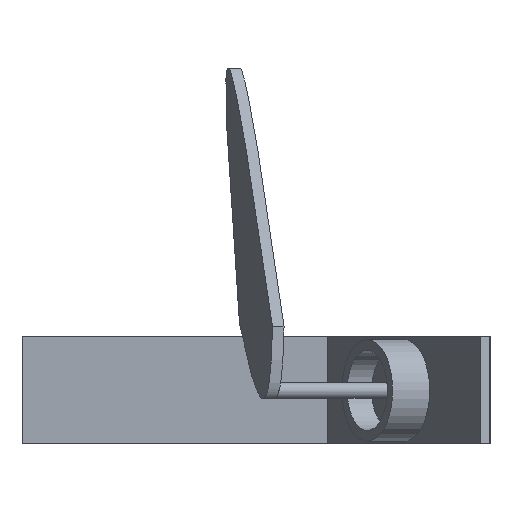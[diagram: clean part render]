
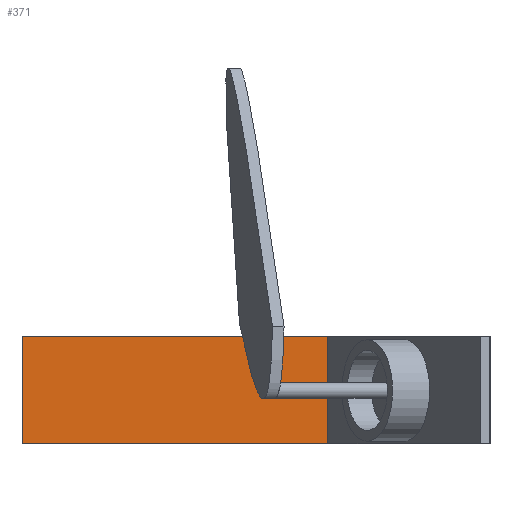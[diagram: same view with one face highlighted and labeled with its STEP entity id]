
A CAD part, left-side view. The second image highlights one B-rep face of the part: STEP entity #371.
In plain terms, the highlighted planar face has unit normal (-1, 0, 0).
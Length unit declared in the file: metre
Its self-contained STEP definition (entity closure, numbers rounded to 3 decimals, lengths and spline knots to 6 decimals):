
#41=LINE('',#585,#70);
#42=LINE('',#588,#71);
#43=LINE('',#590,#72);
#44=LINE('',#592,#73);
#70=VECTOR('',#481,1.);
#71=VECTOR('',#482,1.);
#72=VECTOR('',#483,1.);
#73=VECTOR('',#484,1.);
#101=ORIENTED_EDGE('',*,*,#193,.T.);
#102=ORIENTED_EDGE('',*,*,#194,.F.);
#103=ORIENTED_EDGE('',*,*,#195,.F.);
#104=ORIENTED_EDGE('',*,*,#196,.T.);
#193=EDGE_CURVE('',#239,#240,#41,.T.);
#194=EDGE_CURVE('',#241,#240,#42,.T.);
#195=EDGE_CURVE('',#242,#241,#43,.T.);
#196=EDGE_CURVE('',#242,#239,#44,.T.);
#239=VERTEX_POINT('',#586);
#240=VERTEX_POINT('',#587);
#241=VERTEX_POINT('',#589);
#242=VERTEX_POINT('',#591);
#283=EDGE_LOOP('',(#101,#102,#103,#104));
#318=FACE_BOUND('',#283,.T.);
#352=PLANE('',#436);
#371=ADVANCED_FACE('',(#318),#352,.F.);
#436=AXIS2_PLACEMENT_3D('',#584,#479,#480);
#479=DIRECTION('',(1.,0.,0.));
#480=DIRECTION('',(0.,1.,0.));
#481=DIRECTION('',(0.,-1.,0.));
#482=DIRECTION('',(0.,0.,-1.));
#483=DIRECTION('',(0.,-1.,0.));
#484=DIRECTION('',(0.,0.,-1.));
#584=CARTESIAN_POINT('',(-0.01,0.291562,0.2));
#585=CARTESIAN_POINT('',(-0.01,0.291562,0.));
#586=CARTESIAN_POINT('',(-0.01,0.57735,0.));
#587=CARTESIAN_POINT('',(-0.01,0.005774,0.));
#588=CARTESIAN_POINT('',(-0.01,0.005774,0.2));
#589=CARTESIAN_POINT('',(-0.01,0.005774,0.2));
#590=CARTESIAN_POINT('',(-0.01,0.291562,0.2));
#591=CARTESIAN_POINT('',(-0.01,0.57735,0.2));
#592=CARTESIAN_POINT('',(-0.01,0.57735,0.2));
